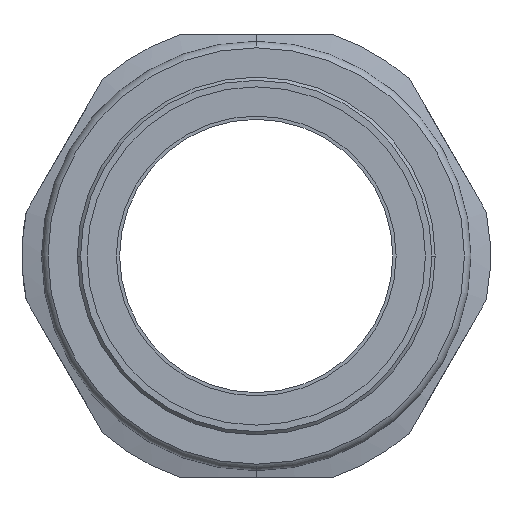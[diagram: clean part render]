
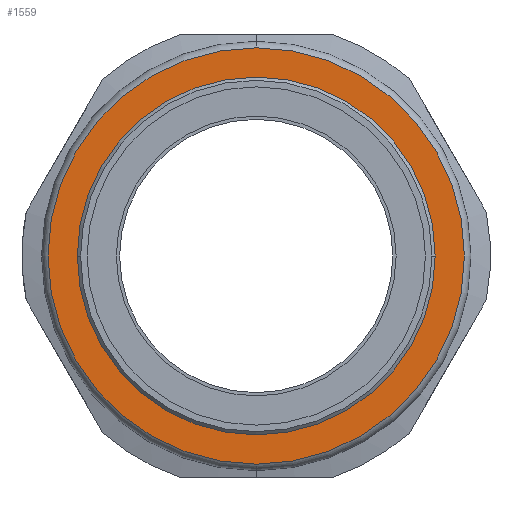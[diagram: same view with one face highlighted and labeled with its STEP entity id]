
A CAD part, front view. The second image highlights one B-rep face of the part: STEP entity #1559.
In plain terms, the highlighted planar face has unit normal (0, -1, 0).
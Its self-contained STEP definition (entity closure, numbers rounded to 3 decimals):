
#75 = CARTESIAN_POINT ( 'NONE',  ( 16., 0., 0. ) ) ;
#146 = PLANE ( 'NONE',  #2874 ) ;
#171 = EDGE_CURVE ( 'NONE', #743, #2034, #1715, .T. ) ;
#198 = CIRCLE ( 'NONE', #1117, 13.75 ) ;
#276 = EDGE_CURVE ( 'NONE', #2715, #1892, #2186, .T. ) ;
#284 = CARTESIAN_POINT ( 'NONE',  ( 0., 0., 13.75 ) ) ;
#448 = FACE_BOUND ( 'NONE', #1173, .T. ) ;
#493 = AXIS2_PLACEMENT_3D ( 'NONE', #971, #2707, #2456 ) ;
#694 = CARTESIAN_POINT ( 'NONE',  ( 0., 0., 16. ) ) ;
#726 = DIRECTION ( 'NONE',  ( 0., -1., 0. ) ) ;
#735 = CARTESIAN_POINT ( 'NONE',  ( 0., 0., 0. ) ) ;
#743 = VERTEX_POINT ( 'NONE', #284 ) ;
#935 = CARTESIAN_POINT ( 'NONE',  ( 0., 0., 0. ) ) ;
#971 = CARTESIAN_POINT ( 'NONE',  ( 0., 0., 0. ) ) ;
#983 = CARTESIAN_POINT ( 'NONE',  ( 0., 0., 0. ) ) ;
#1117 = AXIS2_PLACEMENT_3D ( 'NONE', #735, #726, #2449 ) ;
#1173 = EDGE_LOOP ( 'NONE', ( #2697, #2895 ) ) ;
#1559 = ADVANCED_FACE ( 'NONE', ( #448, #2381 ), #146, .F. ) ;
#1668 = DIRECTION ( 'NONE',  ( 0., 1., 0. ) ) ;
#1715 = CIRCLE ( 'NONE', #3164, 13.75 ) ;
#1736 = DIRECTION ( 'NONE',  ( 0., 0., -1. ) ) ;
#1747 = ORIENTED_EDGE ( 'NONE', *, *, #1842, .F. ) ;
#1842 = EDGE_CURVE ( 'NONE', #1892, #2715, #2918, .T. ) ;
#1892 = VERTEX_POINT ( 'NONE', #694 ) ;
#1991 = DIRECTION ( 'NONE',  ( 0., 0., 1. ) ) ;
#2034 = VERTEX_POINT ( 'NONE', #2727 ) ;
#2075 = ORIENTED_EDGE ( 'NONE', *, *, #276, .F. ) ;
#2165 = DIRECTION ( 'NONE',  ( 0., 0., 1. ) ) ;
#2186 = CIRCLE ( 'NONE', #3095, 16. ) ;
#2240 = DIRECTION ( 'NONE',  ( 0., -1., 0. ) ) ;
#2343 = CARTESIAN_POINT ( 'NONE',  ( 0., 0., -16. ) ) ;
#2381 = FACE_OUTER_BOUND ( 'NONE', #2897, .T. ) ;
#2388 = DIRECTION ( 'NONE',  ( 0., 1., 0. ) ) ;
#2449 = DIRECTION ( 'NONE',  ( 0., 0., -1. ) ) ;
#2456 = DIRECTION ( 'NONE',  ( 0., 0., 1. ) ) ;
#2697 = ORIENTED_EDGE ( 'NONE', *, *, #171, .F. ) ;
#2707 = DIRECTION ( 'NONE',  ( 0., 1., 0. ) ) ;
#2715 = VERTEX_POINT ( 'NONE', #2343 ) ;
#2727 = CARTESIAN_POINT ( 'NONE',  ( 0., 0., -13.75 ) ) ;
#2874 = AXIS2_PLACEMENT_3D ( 'NONE', #75, #2388, #1991 ) ;
#2895 = ORIENTED_EDGE ( 'NONE', *, *, #2941, .F. ) ;
#2897 = EDGE_LOOP ( 'NONE', ( #1747, #2075 ) ) ;
#2918 = CIRCLE ( 'NONE', #493, 16. ) ;
#2941 = EDGE_CURVE ( 'NONE', #2034, #743, #198, .T. ) ;
#3095 = AXIS2_PLACEMENT_3D ( 'NONE', #935, #1668, #2165 ) ;
#3164 = AXIS2_PLACEMENT_3D ( 'NONE', #983, #2240, #1736 ) ;
